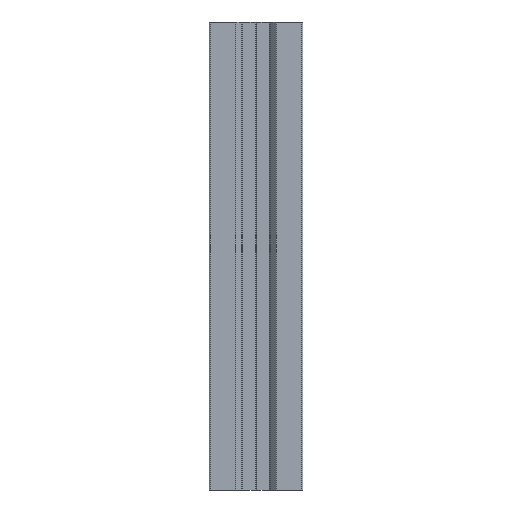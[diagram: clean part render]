
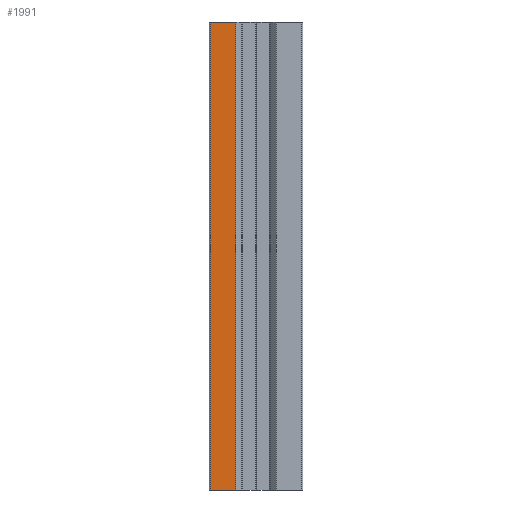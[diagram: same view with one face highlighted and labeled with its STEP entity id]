
A CAD part, front view. The second image highlights one B-rep face of the part: STEP entity #1991.
In plain terms, the highlighted planar face has unit normal (0, -1, 0).
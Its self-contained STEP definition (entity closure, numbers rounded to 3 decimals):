
#36 = EDGE_CURVE('',#37,#39,#41,.T.);
#37 = VERTEX_POINT('',#38);
#38 = CARTESIAN_POINT('',(-4.35,-10.,0.));
#39 = VERTEX_POINT('',#40);
#40 = CARTESIAN_POINT('',(-9.8,-10.,0.));
#41 = SURFACE_CURVE('',#42,(#46,#58),.PCURVE_S1.);
#42 = LINE('',#43,#44);
#43 = CARTESIAN_POINT('',(-3.1,-10.,0.));
#44 = VECTOR('',#45,1.);
#45 = DIRECTION('',(-1.,0.,0.));
#46 = PCURVE('',#47,#52);
#47 = PLANE('',#48);
#48 = AXIS2_PLACEMENT_3D('',#49,#50,#51);
#49 = CARTESIAN_POINT('',(0.,0.,0.));
#50 = DIRECTION('',(-0.,-0.,-1.));
#51 = DIRECTION('',(-1.,0.,0.));
#52 = DEFINITIONAL_REPRESENTATION('',(#53),#57);
#53 = LINE('',#54,#55);
#54 = CARTESIAN_POINT('',(3.1,-10.));
#55 = VECTOR('',#56,1.);
#56 = DIRECTION('',(1.,0.));
#57 = ( GEOMETRIC_REPRESENTATION_CONTEXT(2) 
PARAMETRIC_REPRESENTATION_CONTEXT() REPRESENTATION_CONTEXT('2D SPACE',''
  ) );
#58 = PCURVE('',#59,#64);
#59 = PLANE('',#60);
#60 = AXIS2_PLACEMENT_3D('',#61,#62,#63);
#61 = CARTESIAN_POINT('',(-3.1,-10.,0.));
#62 = DIRECTION('',(0.,-1.,0.));
#63 = DIRECTION('',(-1.,0.,0.));
#64 = DEFINITIONAL_REPRESENTATION('',(#65),#69);
#65 = LINE('',#66,#67);
#66 = CARTESIAN_POINT('',(0.,-0.));
#67 = VECTOR('',#68,1.);
#68 = DIRECTION('',(1.,0.));
#69 = ( GEOMETRIC_REPRESENTATION_CONTEXT(2) 
PARAMETRIC_REPRESENTATION_CONTEXT() REPRESENTATION_CONTEXT('2D SPACE',''
  ) );
#88 = CYLINDRICAL_SURFACE('',#89,0.2);
#89 = AXIS2_PLACEMENT_3D('',#90,#91,#92);
#90 = CARTESIAN_POINT('',(-9.8,-9.8,0.));
#91 = DIRECTION('',(0.,0.,1.));
#92 = DIRECTION('',(0.,-1.,0.));
#1945 = PLANE('',#1946);
#1946 = AXIS2_PLACEMENT_3D('',#1947,#1948,#1949);
#1947 = CARTESIAN_POINT('',(-3.725,-9.375,0.));
#1948 = DIRECTION('',(0.707,-0.707,0.)
  );
#1949 = DIRECTION('',(0.,0.,1.));
#1991 = ADVANCED_FACE('',(#1992),#59,.T.);
#1992 = FACE_BOUND('',#1993,.T.);
#1993 = EDGE_LOOP('',(#1994,#1995,#2018,#2046));
#1994 = ORIENTED_EDGE('',*,*,#36,.F.);
#1995 = ORIENTED_EDGE('',*,*,#1996,.T.);
#1996 = EDGE_CURVE('',#37,#1997,#1999,.T.);
#1997 = VERTEX_POINT('',#1998);
#1998 = CARTESIAN_POINT('',(-4.35,-10.,100.));
#1999 = SURFACE_CURVE('',#2000,(#2004,#2011),.PCURVE_S1.);
#2000 = LINE('',#2001,#2002);
#2001 = CARTESIAN_POINT('',(-4.35,-10.,0.));
#2002 = VECTOR('',#2003,1.);
#2003 = DIRECTION('',(0.,0.,1.));
#2004 = PCURVE('',#59,#2005);
#2005 = DEFINITIONAL_REPRESENTATION('',(#2006),#2010);
#2006 = LINE('',#2007,#2008);
#2007 = CARTESIAN_POINT('',(1.25,0.));
#2008 = VECTOR('',#2009,1.);
#2009 = DIRECTION('',(0.,-1.));
#2010 = ( GEOMETRIC_REPRESENTATION_CONTEXT(2) 
PARAMETRIC_REPRESENTATION_CONTEXT() REPRESENTATION_CONTEXT('2D SPACE',''
  ) );
#2011 = PCURVE('',#1945,#2012);
#2012 = DEFINITIONAL_REPRESENTATION('',(#2013),#2017);
#2013 = LINE('',#2014,#2015);
#2014 = CARTESIAN_POINT('',(0.,0.884));
#2015 = VECTOR('',#2016,1.);
#2016 = DIRECTION('',(1.,0.));
#2017 = ( GEOMETRIC_REPRESENTATION_CONTEXT(2) 
PARAMETRIC_REPRESENTATION_CONTEXT() REPRESENTATION_CONTEXT('2D SPACE',''
  ) );
#2018 = ORIENTED_EDGE('',*,*,#2019,.T.);
#2019 = EDGE_CURVE('',#1997,#2020,#2022,.T.);
#2020 = VERTEX_POINT('',#2021);
#2021 = CARTESIAN_POINT('',(-9.8,-10.,100.));
#2022 = SURFACE_CURVE('',#2023,(#2027,#2034),.PCURVE_S1.);
#2023 = LINE('',#2024,#2025);
#2024 = CARTESIAN_POINT('',(-3.1,-10.,100.));
#2025 = VECTOR('',#2026,1.);
#2026 = DIRECTION('',(-1.,0.,0.));
#2027 = PCURVE('',#59,#2028);
#2028 = DEFINITIONAL_REPRESENTATION('',(#2029),#2033);
#2029 = LINE('',#2030,#2031);
#2030 = CARTESIAN_POINT('',(0.,-100.));
#2031 = VECTOR('',#2032,1.);
#2032 = DIRECTION('',(1.,0.));
#2033 = ( GEOMETRIC_REPRESENTATION_CONTEXT(2) 
PARAMETRIC_REPRESENTATION_CONTEXT() REPRESENTATION_CONTEXT('2D SPACE',''
  ) );
#2034 = PCURVE('',#2035,#2040);
#2035 = PLANE('',#2036);
#2036 = AXIS2_PLACEMENT_3D('',#2037,#2038,#2039);
#2037 = CARTESIAN_POINT('',(0.,0.,100.)
  );
#2038 = DIRECTION('',(-0.,-0.,-1.));
#2039 = DIRECTION('',(-1.,0.,0.));
#2040 = DEFINITIONAL_REPRESENTATION('',(#2041),#2045);
#2041 = LINE('',#2042,#2043);
#2042 = CARTESIAN_POINT('',(3.1,-10.));
#2043 = VECTOR('',#2044,1.);
#2044 = DIRECTION('',(1.,0.));
#2045 = ( GEOMETRIC_REPRESENTATION_CONTEXT(2) 
PARAMETRIC_REPRESENTATION_CONTEXT() REPRESENTATION_CONTEXT('2D SPACE',''
  ) );
#2046 = ORIENTED_EDGE('',*,*,#2047,.F.);
#2047 = EDGE_CURVE('',#39,#2020,#2048,.T.);
#2048 = SURFACE_CURVE('',#2049,(#2053,#2060),.PCURVE_S1.);
#2049 = LINE('',#2050,#2051);
#2050 = CARTESIAN_POINT('',(-9.8,-10.,0.));
#2051 = VECTOR('',#2052,1.);
#2052 = DIRECTION('',(0.,0.,1.));
#2053 = PCURVE('',#59,#2054);
#2054 = DEFINITIONAL_REPRESENTATION('',(#2055),#2059);
#2055 = LINE('',#2056,#2057);
#2056 = CARTESIAN_POINT('',(6.7,0.));
#2057 = VECTOR('',#2058,1.);
#2058 = DIRECTION('',(0.,-1.));
#2059 = ( GEOMETRIC_REPRESENTATION_CONTEXT(2) 
PARAMETRIC_REPRESENTATION_CONTEXT() REPRESENTATION_CONTEXT('2D SPACE',''
  ) );
#2060 = PCURVE('',#88,#2061);
#2061 = DEFINITIONAL_REPRESENTATION('',(#2062),#2066);
#2062 = LINE('',#2063,#2064);
#2063 = CARTESIAN_POINT('',(-0.,0.));
#2064 = VECTOR('',#2065,1.);
#2065 = DIRECTION('',(-0.,1.));
#2066 = ( GEOMETRIC_REPRESENTATION_CONTEXT(2) 
PARAMETRIC_REPRESENTATION_CONTEXT() REPRESENTATION_CONTEXT('2D SPACE',''
  ) );
